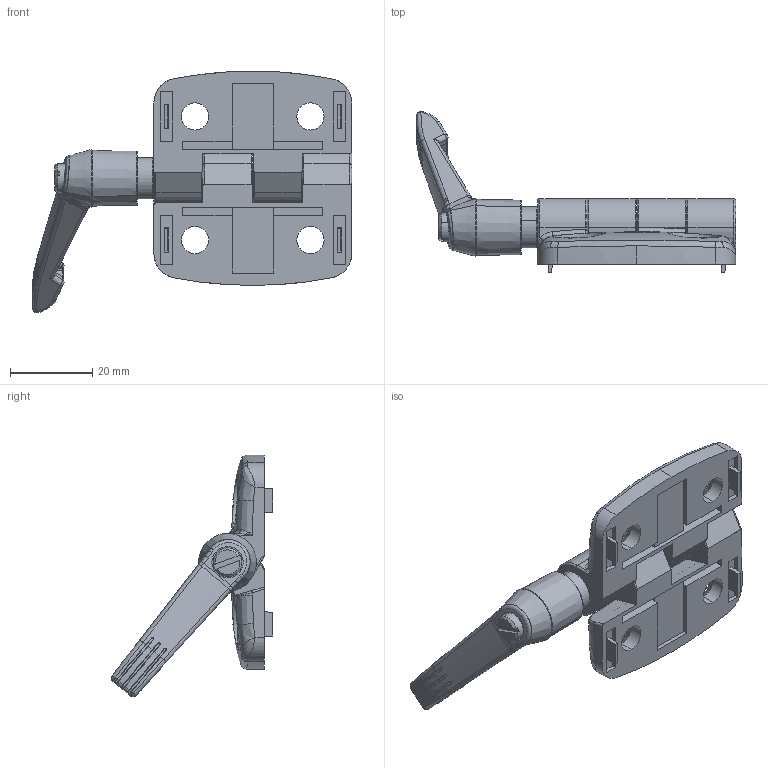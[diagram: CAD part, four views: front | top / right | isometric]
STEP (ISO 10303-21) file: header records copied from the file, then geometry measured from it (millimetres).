
FILE_DESCRIPTION (( 'STEP AP214' ), '1' );
FILE_NAME ('095kf2525f06.STEP', '2014-08-13T13:47:19', ( '' ), ( '' ), 'SwSTEP 2.0', 'SolidWorks 2014', '' );
FILE_SCHEMA (( 'AUTOMOTIVE_DESIGN' ));
Length unit declared in the file: millimetre
Products named in the file (7): 095kf2525f06; 4din912m650m_4 din 912 m06 50 m; 12843f06k_M5; zahnring-1_m5; griff-1-m5; 095k25f00_095 k 25 f06; 095k25f00_095 kf 25 f06
Assembly tree (6 placements, depth 3):
  095kf2525f06
    095k25f00_095 kf 25 f06
    095k25f00_095 k 25 f06
    12843f06k_M5
      griff-1-m5
      zahnring-1_m5
    4din912m650m_4 din 912 m06 50 m
Bounding box: 77.49 x 39.15 x 58.67 mm (x, y, z)
Volume: 21453 mm3; surface area: 14506.6 mm2
Topology: 5 solids, 5 shells, 464 faces, 1130 edges, 678 vertices
Faces by surface type: bspline 140, plane 130, cylinder 91, torus 50, cone 39, sphere 14
Entity records: 17918 total; most frequent: CARTESIAN_POINT 7964, ORIENTED_EDGE 2228, DIRECTION 1749, EDGE_CURVE 1114, AXIS2_PLACEMENT_3D 692, VERTEX_POINT 674, EDGE_LOOP 496, FACE_OUTER_BOUND 464
